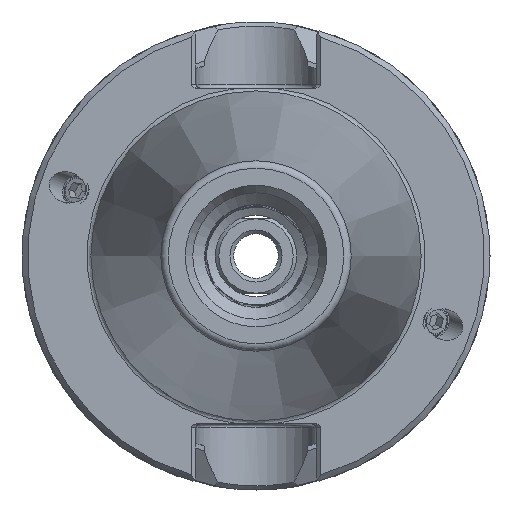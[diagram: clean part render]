
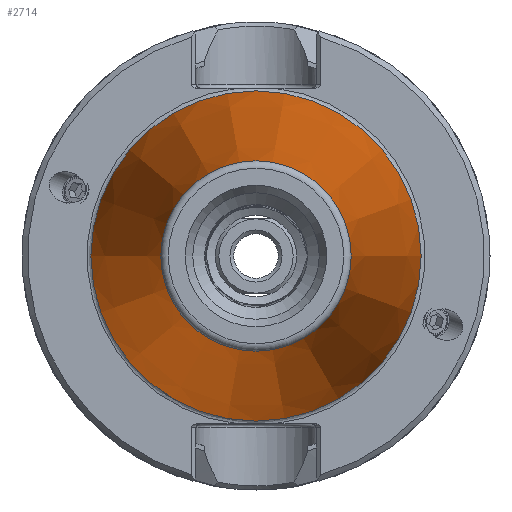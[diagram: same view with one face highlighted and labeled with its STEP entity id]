
A CAD part, left-side view. The second image highlights one B-rep face of the part: STEP entity #2714.
In plain terms, the highlighted conical face has half-angle 8.297 degrees and reference radius 17.456 mm.
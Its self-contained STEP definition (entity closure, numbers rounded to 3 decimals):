
#2671=CARTESIAN_POINT('',(-64.536,12.814,0.));
#2672=VERTEX_POINT('',#2671);
#2673=CARTESIAN_POINT('',(-64.536,0.,0.));
#2674=DIRECTION('',(-1.0,0.0,0.0));
#2675=DIRECTION('',(0.0,-1.0,0.0));
#2676=AXIS2_PLACEMENT_3D('',#2673,#2674,#2675);
#2677=CIRCLE('',#2676,12.814);
#2678=EDGE_CURVE('',#2672,#2672,#2677,.T.);
#2695=CARTESIAN_POINT('',(-32.703,0.0,0.0));
#2696=DIRECTION('',(1.0,0.0,0.0));
#2697=DIRECTION('',(0.,1.0,0.0));
#2698=AXIS2_PLACEMENT_3D('',#2695,#2696,#2697);
#2699=CONICAL_SURFACE('',#2698,17.456,8.297);
#2700=CARTESIAN_POINT('',(0.0,22.225,0.0));
#2701=VERTEX_POINT('',#2700);
#2702=CARTESIAN_POINT('',(0.0,0.0,0.0));
#2703=DIRECTION('',(1.0,0.,0.0));
#2704=DIRECTION('',(0.,1.0,0.0));
#2705=AXIS2_PLACEMENT_3D('',#2702,#2703,#2704);
#2706=CIRCLE('',#2705,22.225);
#2707=EDGE_CURVE('',#2701,#2701,#2706,.T.);
#2708=ORIENTED_EDGE('',*,*,#2707,.F.);
#2709=EDGE_LOOP('',(#2708));
#2710=FACE_OUTER_BOUND('',#2709,.T.);
#2711=ORIENTED_EDGE('',*,*,#2678,.F.);
#2712=EDGE_LOOP('',(#2711));
#2713=FACE_BOUND('',#2712,.T.);
#2714=ADVANCED_FACE('',(#2710,#2713),#2699,.T.);
